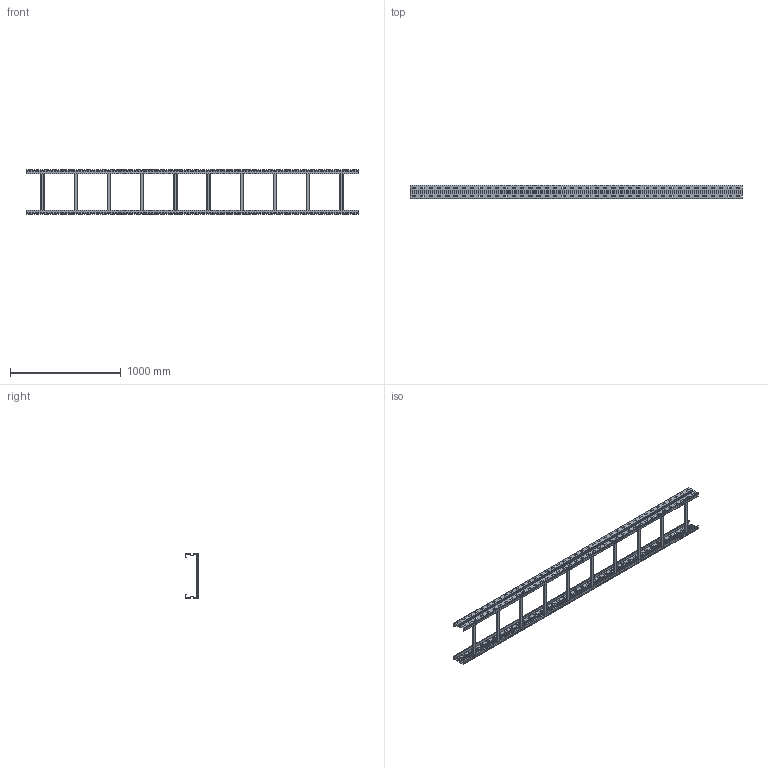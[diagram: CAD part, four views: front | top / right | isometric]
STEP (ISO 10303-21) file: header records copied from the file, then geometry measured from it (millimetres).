
FILE_DESCRIPTION((''),'2;1');
FILE_NAME('430143_ASM','2018-11-26T14:54:50',('tomasz.grudniewski'),(''),'CREO PARAMETRIC BY PTC INC, 2018260','CREO PARAMETRIC BY PTC INC, 2018260','');
FILE_SCHEMA(('CONFIG_CONTROL_DESIGN'));
Length unit declared in the file: millimetre
Products named in the file (3): KSP_DSP_H120_3000_PRT; SZCZEBEL_400_1_4_PRT; 430143_ASM
Assembly tree (12 placements, depth 2):
  430143_ASM
    KSP_DSP_H120_3000_PRT  x2
    SZCZEBEL_400_1_4_PRT  x10
Bounding box: 3000 x 120 x 400 mm (x, y, z)
Volume: 2206393.1 mm3; surface area: 3038213.5 mm2
Topology: 12 solids, 12 shells, 2744 faces, 7728 edges, 5008 vertices
Faces by surface type: plane 1996, cylinder 748
Entity records: 41032 total; most frequent: CARTESIAN_POINT 7139, ORIENTED_EDGE 7120, DIRECTION 6714, EDGE_CURVE 3560, VECTOR 2876, LINE 2876, VERTEX_POINT 2344, AXIS2_PLACEMENT_3D 1919
